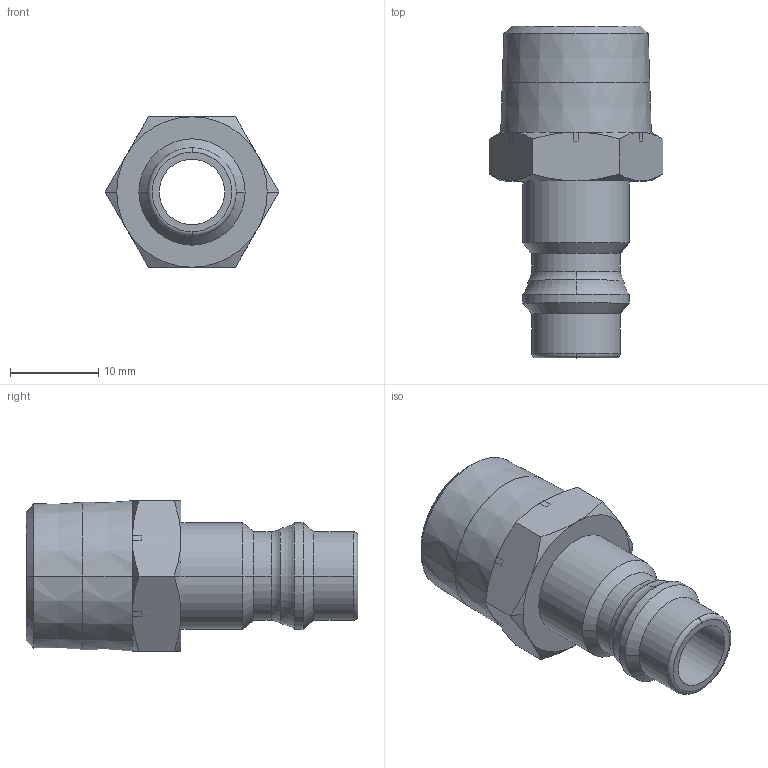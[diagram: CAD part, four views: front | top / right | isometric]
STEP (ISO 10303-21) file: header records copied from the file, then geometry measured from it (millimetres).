
FILE_DESCRIPTION(('STEP AP214'),'1');
FILE_NAME('esi1a_38_na.stp','2020-03-05T09:15:58',('TraceParts'),('TraceParts S.A.'),'Spatial InterOp 3D',' ',' ');
FILE_SCHEMA(('automotive_design'));
Length unit declared in the file: millimetre
Products named in the file (1): 1
Bounding box: 19.63 x 37.5 x 17.01 mm (x, y, z)
Volume: 4265.3 mm3; surface area: 2938.8 mm2
Topology: 1 solids, 1 shells, 57 faces, 141 edges, 89 vertices
Faces by surface type: cone 26, cylinder 14, plane 11, torus 6
Entity records: 2209 total; most frequent: CARTESIAN_POINT 384, DIRECTION 307, ORIENTED_EDGE 282, EDGE_CURVE 141, AXIS2_PLACEMENT_3D 132, VERTEX_POINT 89, CIRCLE 74, EDGE_LOOP 62
